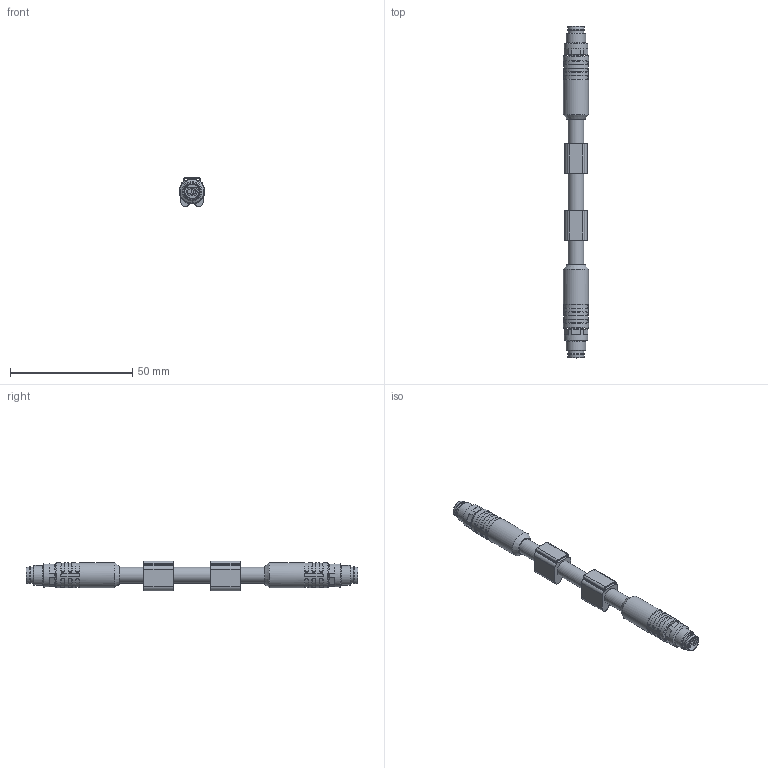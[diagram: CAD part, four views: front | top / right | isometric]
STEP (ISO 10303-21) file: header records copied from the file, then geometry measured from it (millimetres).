
FILE_DESCRIPTION(/* description */ (''),/* implementation_level */ '2;1');
FILE_NAME(/* name */ 'IE-SSPSP4-m-IE-SSPSP4_S5058.stp',/* time_stamp */ '2018-12-07T13:05:23+01:00',/* author */ (''),/* organization */ (''),/* preprocessor_version */ 'ST-DEVELOPER v16',/* originating_system */ 'SIEMENS PLM Software NX 10.0',/* authorisation */ '');
FILE_SCHEMA (('AUTOMOTIVE_DESIGN { 1 0 10303 214 3 1 1 1 }'));
Length unit declared in the file: millimetre
Products named in the file (1): IE-SSPSP4-m-IE-SSPSP4_S5058
Bounding box: 10.3 x 135.75 x 11.99 mm (x, y, z)
Volume: 8635.7 mm3; surface area: 5299.7 mm2
Topology: 1 solids, 1 shells, 411 faces, 990 edges, 605 vertices
Faces by surface type: cylinder 143, plane 122, torus 60, bspline 48, cone 30, sphere 8
Full cylindrical faces by diameter (mm): 1 x8, 5.8 x2, 6.5 x7, 6.9 x2, 8 x2, 9.6 x2, 10.3 x2
Entity records: 13138 total; most frequent: CARTESIAN_POINT 4166, DIRECTION 1904, ORIENTED_EDGE 1792, EDGE_CURVE 896, AXIS2_PLACEMENT_3D 788, VERTEX_POINT 570, EDGE_LOOP 498, CIRCLE 414
